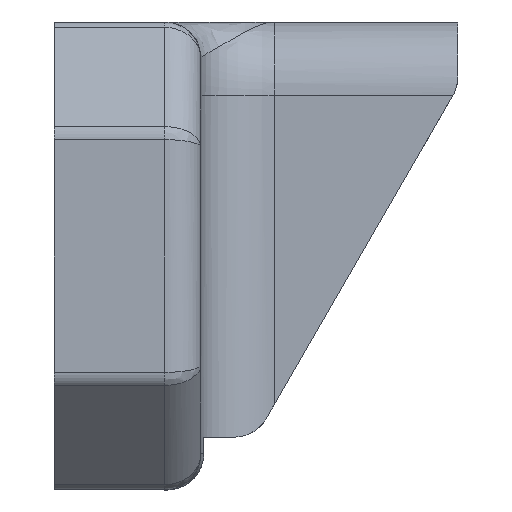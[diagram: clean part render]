
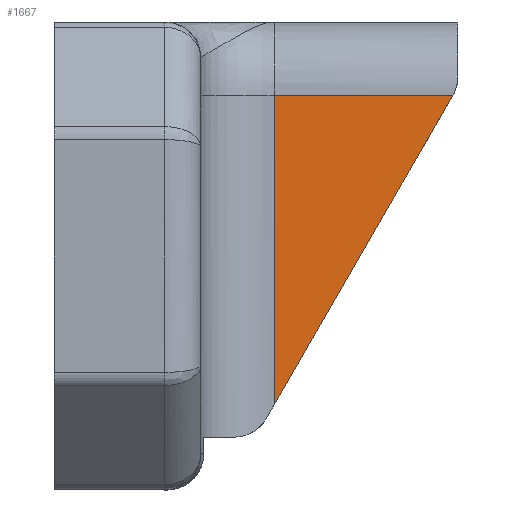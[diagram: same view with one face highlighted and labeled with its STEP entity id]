
A CAD part, left-side view. The second image highlights one B-rep face of the part: STEP entity #1667.
In plain terms, the highlighted planar face has unit normal (-1, 0, 0).
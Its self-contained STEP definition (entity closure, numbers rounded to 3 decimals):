
#60=PLANE('',#1856);
#136=LINE('',#2986,#276);
#140=LINE('',#2995,#280);
#203=LINE('',#3255,#343);
#276=VECTOR('',#2116,10.);
#280=VECTOR('',#2124,10.);
#343=VECTOR('',#2337,10.);
#496=FACE_OUTER_BOUND('',#602,.T.);
#602=EDGE_LOOP('',(#1545,#1546,#1547));
#751=VERTEX_POINT('',#2686);
#792=VERTEX_POINT('',#2984);
#795=VERTEX_POINT('',#2993);
#979=EDGE_CURVE('',#792,#751,#136,.T.);
#984=EDGE_CURVE('',#795,#792,#140,.T.);
#1077=EDGE_CURVE('',#751,#795,#203,.T.);
#1545=ORIENTED_EDGE('',*,*,#979,.F.);
#1546=ORIENTED_EDGE('',*,*,#984,.F.);
#1547=ORIENTED_EDGE('',*,*,#1077,.F.);
#1667=ADVANCED_FACE('',(#496),#60,.T.);
#1856=AXIS2_PLACEMENT_3D('',#3258,#2342,#2343);
#2116=DIRECTION('',(0.,0.,1.));
#2124=DIRECTION('',(0.,0.5,-0.866));
#2337=DIRECTION('',(0.,-1.,0.));
#2342=DIRECTION('center_axis',(-1.,0.,0.));
#2343=DIRECTION('ref_axis',(0.,0.,1.));
#2686=CARTESIAN_POINT('',(-87.5,4.,8.));
#2984=CARTESIAN_POINT('',(-87.5,4.,-0.428));
#2986=CARTESIAN_POINT('',(-87.5,4.,-3.19));
#2993=CARTESIAN_POINT('',(-87.5,-0.866,8.));
#2995=CARTESIAN_POINT('',(-87.5,3.139,1.062));
#3255=CARTESIAN_POINT('',(-87.5,0.,8.));
#3258=CARTESIAN_POINT('Origin',(-87.5,0.,-10.));
